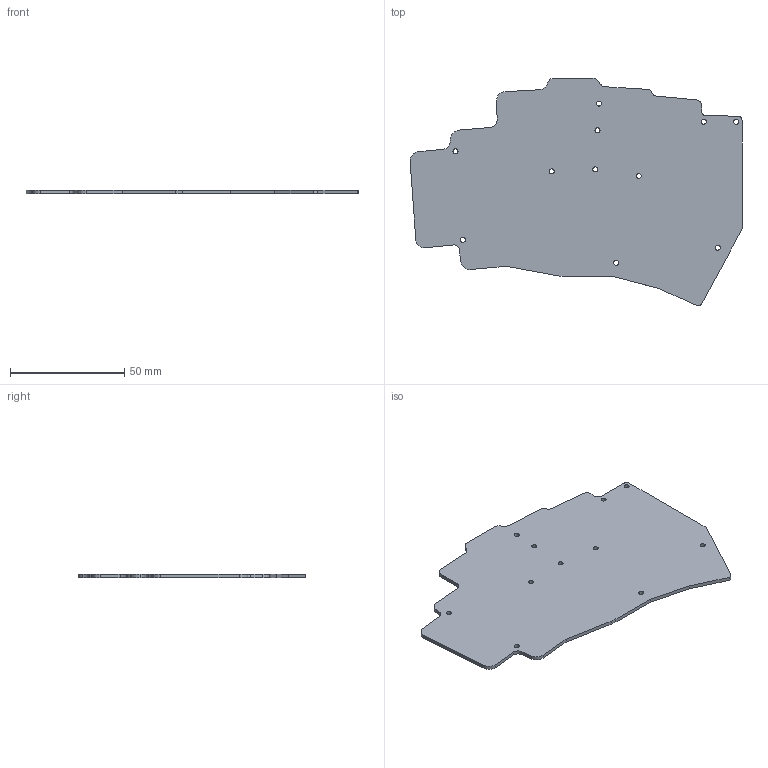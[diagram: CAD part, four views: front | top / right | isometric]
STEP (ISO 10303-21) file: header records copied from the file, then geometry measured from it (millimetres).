
FILE_DESCRIPTION(('KiCad electronic assembly'),'2;1');
FILE_NAME('Hopper-mx-base.step','2022-11-07T21:20:27',('Pcbnew'),( 'Kicad'),'Open CASCADE STEP processor 7.6','KiCad to STEP converter' ,'Unknown');
FILE_SCHEMA(('AUTOMOTIVE_DESIGN { 1 0 10303 214 1 1 1 1 }'));
Length unit declared in the file: millimetre
Products named in the file (2): Hopper-mx-base 1; Hopper-mx-base PCB
Assembly tree (1 placements, depth 2):
  Hopper-mx-base 1
    Hopper-mx-base PCB
Bounding box: 145.24 x 99.66 x 1.6 mm (x, y, z)
Volume: 16841.3 mm3; surface area: 21867.6 mm2
Topology: 1 solids, 1 shells, 54 faces, 156 edges, 104 vertices
Faces by surface type: cylinder 31, plane 23
Full cylindrical faces by diameter (mm): 2.2 x11
Entity records: 3921 total; most frequent: DIRECTION 642, CARTESIAN_POINT 628, LINE 344, VECTOR 344, ORIENTED_EDGE 312, PCURVE 312, DEFINITIONAL_REPRESENTATION 312, EDGE_CURVE 156
